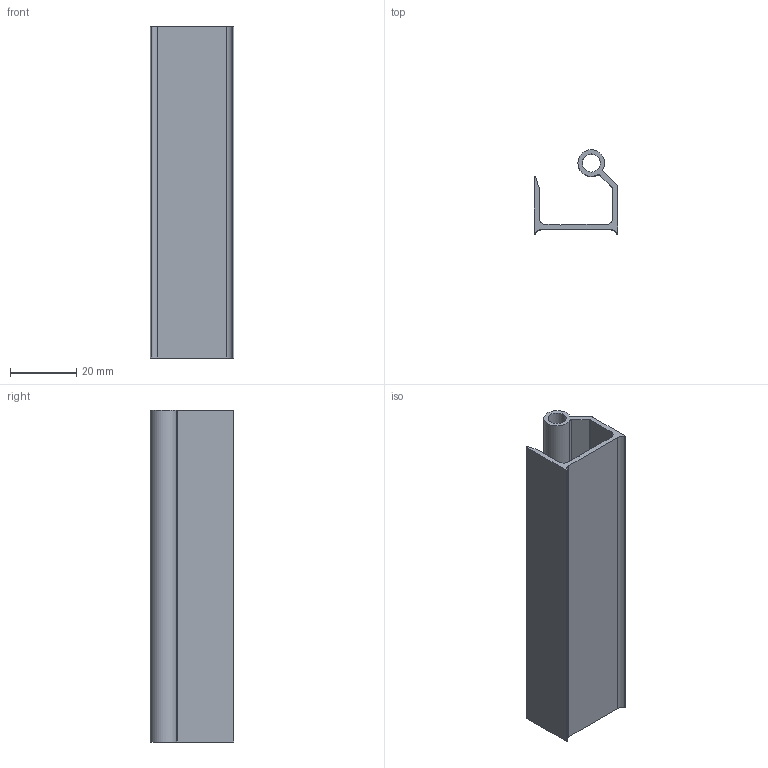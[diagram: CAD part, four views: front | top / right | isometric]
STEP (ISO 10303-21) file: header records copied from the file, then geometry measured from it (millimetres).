
FILE_DESCRIPTION(('STEP AP203'),'2;1');
FILE_NAME('XB26532.stp','2011-03-21T16:28:58',(''),(''),'2009.3.110','THINKDESIGN','');
FILE_SCHEMA(('CONFIG_CONTROL_DESIGN'));
Length unit declared in the file: millimetre
Bounding box: 25.2 x 25.3 x 100 mm (x, y, z)
Volume: 11424.4 mm3; surface area: 15986.2 mm2
Topology: 1 solids, 1 shells, 28 faces, 80 edges, 54 vertices
Faces by surface type: cylinder 14, plane 14
Full cylindrical faces by diameter (mm): 5.5 x1
Entity records: 1027 total; most frequent: DIRECTION 166, CARTESIAN_POINT 162, ORIENTED_EDGE 160, EDGE_CURVE 80, AXIS2_PLACEMENT_3D 58, VERTEX_POINT 54, VECTOR 50, LINE 50
